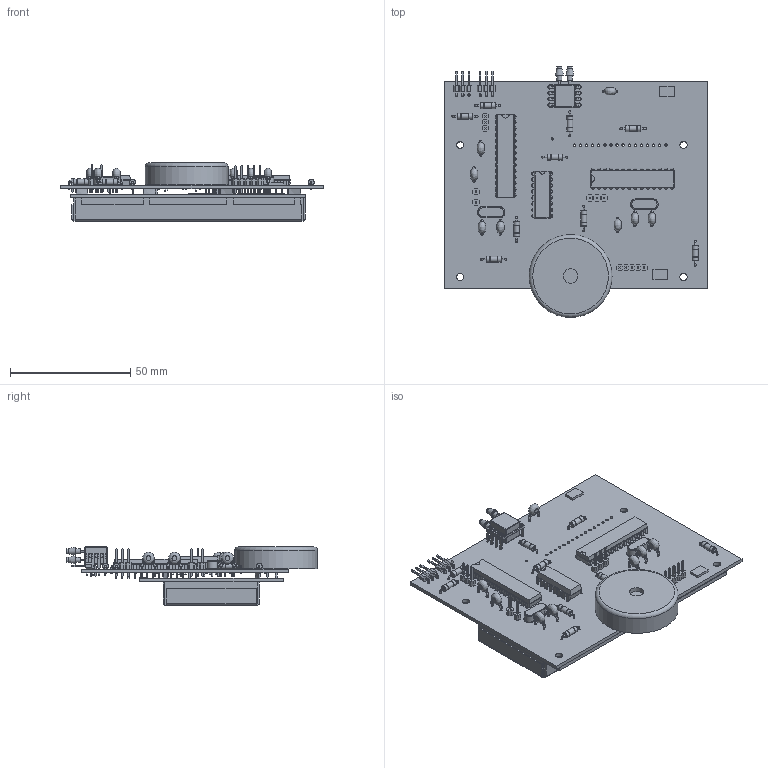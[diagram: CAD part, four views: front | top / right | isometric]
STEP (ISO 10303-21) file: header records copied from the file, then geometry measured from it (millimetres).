
FILE_DESCRIPTION(/* description */ (''),/* implementation_level */ '2;1');
FILE_NAME(/* name */ 'PCB.step',/* time_stamp */ '2020-04-29T20:40:02-05:00',/* author */ (''),/* organization */ (''),/* preprocessor_version */ 'ST-DEVELOPER v18.1',/* originating_system */ 'Autodesk Translation Framework v9.2.0.1227',/* authorisation */ '');
FILE_SCHEMA (('AUTOMOTIVE_DESIGN { 1 0 10303 214 3 1 1 }'));
Products named in the file (15): main; PCB Component; Board; ATMEGA328P-PU; QS; LCD; BUZZER; 1X05; INA125P; C050-075X075; 1X03/90; DIP8-WIDE; 4.7k; 1X01; 1X2MTA
Assembly tree (40 placements, depth 3):
  main
    PCB Component
      Board
      C050-075X075  x8
      ATMEGA328P-PU  x2
      QS  x2
      LCD
      BUZZER
      1X05
      INA125P
      4.7k  x9
      1X03/90  x2
      1X01  x8
      DIP8-WIDE
      1X2MTA  x2
Bounding box: 109.5 x 104.5 x 24.18 mm (x, y, z)
Volume: 69007.8 mm3; surface area: 49016.1 mm2
Topology: 98 solids, 98 shells, 2939 faces, 7625 edges, 4954 vertices
Faces by surface type: plane 1943, cylinder 581, bspline 304, torus 99, sphere 8, cone 4
Full cylindrical faces by diameter (mm): 0.43 x4, 0.6 x37, 0.61 x4, 0.75 x2, 0.8 x3, 0.813 x31, 0.9 x3, 1.016 x35, 1.118 x72, 1.143 x16, 1.676 x4, 2.1 x4, 2.375 x9, 2.5 x18, 3 x4, 3.353 x4, 6 x1, 30 x2, 34.5 x1
Entity records: 67227 total; most frequent: CARTESIAN_POINT 17736, ORIENTED_EDGE 10046, DIRECTION 9626, EDGE_CURVE 5023, LINE 3822, VECTOR 3822, VERTEX_POINT 3269, AXIS2_PLACEMENT_3D 2902
